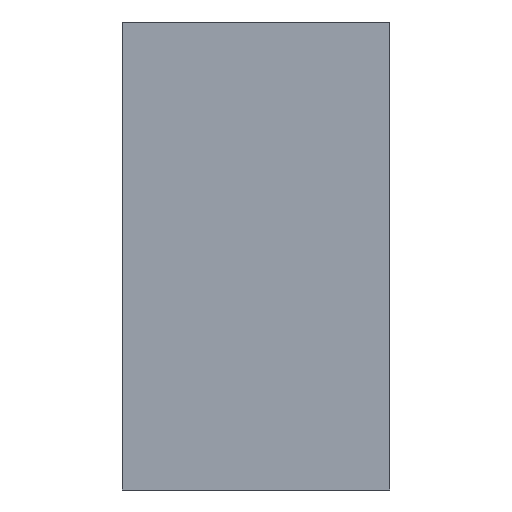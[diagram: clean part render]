
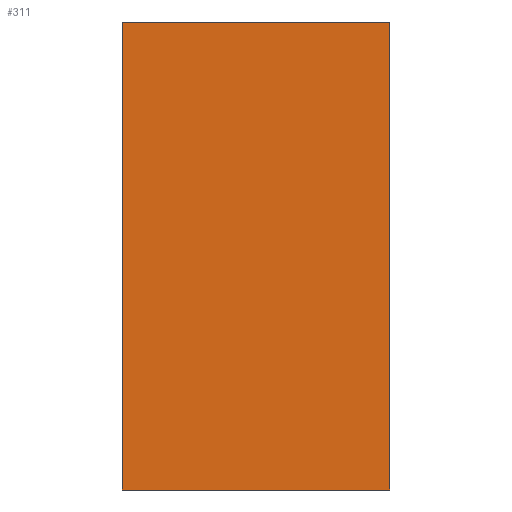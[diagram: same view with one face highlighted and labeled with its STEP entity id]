
A CAD part, front view. The second image highlights one B-rep face of the part: STEP entity #311.
In plain terms, the highlighted planar face has unit normal (0, -1, 0).
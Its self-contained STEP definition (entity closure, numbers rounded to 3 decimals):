
#41=FACE_OUTER_BOUND('',#62,.T.);
#62=EDGE_LOOP('',(#260,#261,#262,#263));
#99=LINE('',#15799,#127);
#100=LINE('',#15802,#128);
#101=LINE('',#15804,#129);
#102=LINE('',#15805,#130);
#127=VECTOR('',#402,10.);
#128=VECTOR('',#405,10.);
#129=VECTOR('',#406,10.);
#130=VECTOR('',#407,10.);
#155=VERTEX_POINT('',#15795);
#156=VERTEX_POINT('',#15797);
#157=VERTEX_POINT('',#15801);
#158=VERTEX_POINT('',#15803);
#192=EDGE_CURVE('',#155,#156,#99,.T.);
#193=EDGE_CURVE('',#157,#155,#100,.T.);
#194=EDGE_CURVE('',#158,#156,#101,.T.);
#195=EDGE_CURVE('',#157,#158,#102,.T.);
#260=ORIENTED_EDGE('',*,*,#193,.T.);
#261=ORIENTED_EDGE('',*,*,#192,.T.);
#262=ORIENTED_EDGE('',*,*,#194,.F.);
#263=ORIENTED_EDGE('',*,*,#195,.F.);
#290=PLANE('',#346);
#311=ADVANCED_FACE('',(#41),#290,.T.);
#346=AXIS2_PLACEMENT_3D('',#15800,#403,#404);
#402=DIRECTION('',(0.,0.,1.));
#403=DIRECTION('center_axis',(0.,-1.,0.));
#404=DIRECTION('ref_axis',(1.,0.,0.));
#405=DIRECTION('',(1.,0.,0.));
#406=DIRECTION('',(1.,0.,0.));
#407=DIRECTION('',(0.,0.,1.));
#15795=CARTESIAN_POINT('',(100.,0.,0.));
#15797=CARTESIAN_POINT('',(100.,0.,350.));
#15799=CARTESIAN_POINT('',(100.,0.,0.));
#15800=CARTESIAN_POINT('Origin',(-100.,0.,0.));
#15801=CARTESIAN_POINT('',(-100.,0.,0.));
#15802=CARTESIAN_POINT('',(-100.,0.,0.));
#15803=CARTESIAN_POINT('',(-100.,0.,350.));
#15804=CARTESIAN_POINT('',(-100.,0.,350.));
#15805=CARTESIAN_POINT('',(-100.,0.,0.));
